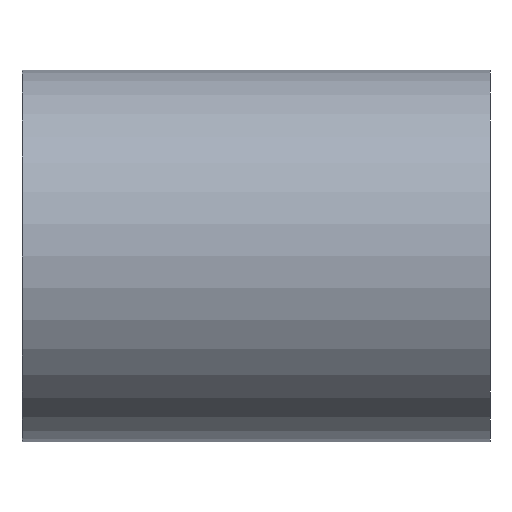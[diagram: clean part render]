
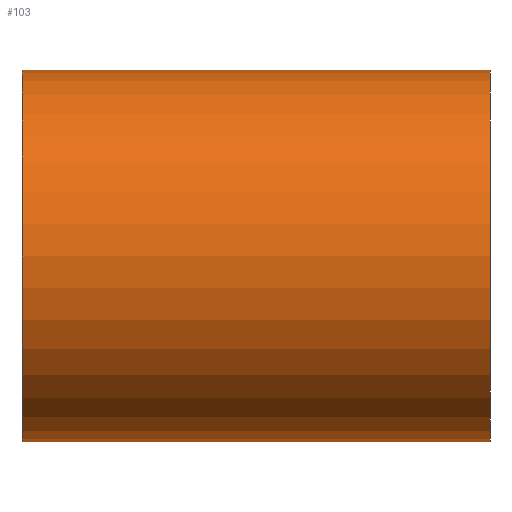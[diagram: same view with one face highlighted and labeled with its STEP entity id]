
A CAD part, front view. The second image highlights one B-rep face of the part: STEP entity #103.
In plain terms, the highlighted cylindrical face has radius 15.875 mm (diameter 31.75 mm), a full revolution.
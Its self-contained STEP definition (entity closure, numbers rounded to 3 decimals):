
#103 = ADVANCED_FACE( '', ( #202, #203 ), #204, .T. );
#202 = FACE_OUTER_BOUND( '', #293, .T. );
#203 = FACE_OUTER_BOUND( '', #294, .T. );
#204 = CYLINDRICAL_SURFACE( '', #295, 15.875 );
#293 = EDGE_LOOP( '', ( #548 ) );
#294 = EDGE_LOOP( '', ( #549 ) );
#295 = AXIS2_PLACEMENT_3D( '', #550, #551, #552 );
#548 = ORIENTED_EDGE( '', *, *, #650, .F. );
#549 = ORIENTED_EDGE( '', *, *, #564, .T. );
#550 = CARTESIAN_POINT( '', ( 40., 0., 0. ) );
#551 = DIRECTION( '', ( 1., 0., 0. ) );
#552 = DIRECTION( '', ( 0., 0., 1. ) );
#564 = EDGE_CURVE( '', #673, #673, #674, .T. );
#650 = EDGE_CURVE( '', #800, #800, #801, .T. );
#673 = VERTEX_POINT( '', #830 );
#674 = CIRCLE( '', #831, 15.875 );
#800 = VERTEX_POINT( '', #999 );
#801 = CIRCLE( '', #1000, 15.875 );
#830 = CARTESIAN_POINT( '', ( 0., 0., -15.875 ) );
#831 = AXIS2_PLACEMENT_3D( '', #1016, #1017, #1018 );
#999 = CARTESIAN_POINT( '', ( 40., 0., -15.875 ) );
#1000 = AXIS2_PLACEMENT_3D( '', #1124, #1125, #1126 );
#1016 = CARTESIAN_POINT( '', ( 0., 0., 0. ) );
#1017 = DIRECTION( '', ( 1., 0., 0. ) );
#1018 = DIRECTION( '', ( 0., 0., -1. ) );
#1124 = CARTESIAN_POINT( '', ( 40., 0., 0. ) );
#1125 = DIRECTION( '', ( 1., 0., 0. ) );
#1126 = DIRECTION( '', ( 0., 0., -1. ) );
